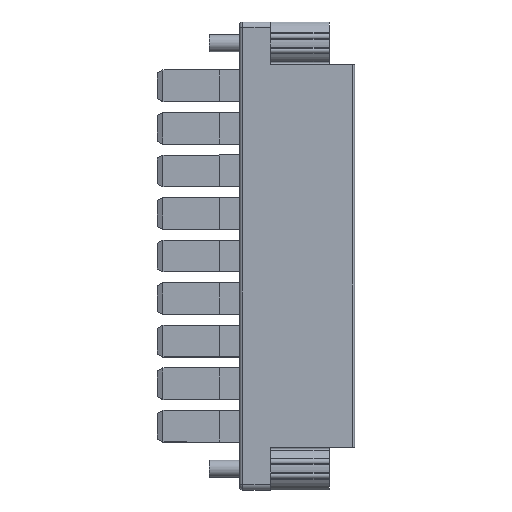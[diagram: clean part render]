
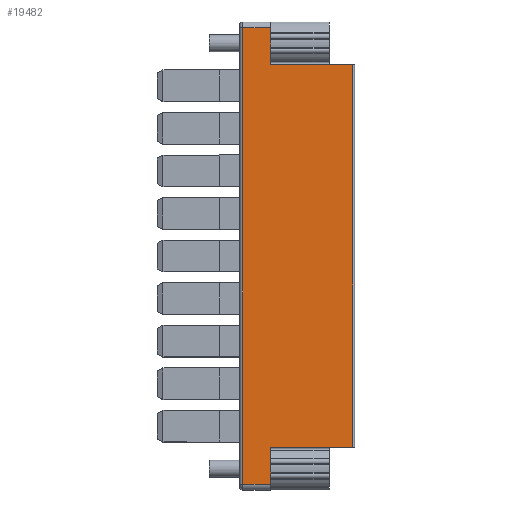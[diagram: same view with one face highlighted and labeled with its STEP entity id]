
A CAD part, top view. The second image highlights one B-rep face of the part: STEP entity #19482.
In plain terms, the highlighted planar face has unit normal (0, 0, 1).
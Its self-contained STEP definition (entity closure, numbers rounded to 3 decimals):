
#13=DIRECTION('',(1.,0.,0.));
#14=VECTOR('',#13,14.75);
#15=CARTESIAN_POINT('',(2.834,0.,9.079));
#16=LINE('',#15,#14);
#2629=DIRECTION('',(-1.,0.,0.));
#2630=VECTOR('',#2629,14.75);
#2631=CARTESIAN_POINT('',(17.584,68.53,9.079));
#2632=LINE('',#2631,#2630);
#2813=DIRECTION('',(0.,1.,0.));
#2814=VECTOR('',#2813,81.77);
#2815=CARTESIAN_POINT('',(-2.166,-6.62,
9.079));
#2816=LINE('',#2815,#2814);
#2817=DIRECTION('',(-1.,0.,0.));
#2818=VECTOR('',#2817,5.);
#2819=CARTESIAN_POINT('',(2.834,75.15,9.079));
#2820=LINE('',#2819,#2818);
#2821=DIRECTION('',(0.,-1.,0.));
#2822=VECTOR('',#2821,6.62);
#2823=CARTESIAN_POINT('',(2.834,75.15,9.079));
#2824=LINE('',#2823,#2822);
#2825=DIRECTION('',(0.,1.,0.));
#2826=VECTOR('',#2825,6.62);
#2827=CARTESIAN_POINT('',(2.834,-6.62,9.079));
#2828=LINE('',#2827,#2826);
#2829=DIRECTION('',(-1.,0.,0.));
#2830=VECTOR('',#2829,5.);
#2831=CARTESIAN_POINT('',(2.834,-6.62,9.079));
#2832=LINE('',#2831,#2830);
#3459=DIRECTION('',(0.,1.,0.));
#3460=VECTOR('',#3459,68.53);
#3461=CARTESIAN_POINT('',(17.584,0.,9.079));
#3462=LINE('',#3461,#3460);
#12643=CARTESIAN_POINT('',(17.584,0.,9.079));
#12644=VERTEX_POINT('',#12643);
#12663=CARTESIAN_POINT('',(17.584,68.53,9.079));
#12664=VERTEX_POINT('',#12663);
#14623=CARTESIAN_POINT('',(2.834,75.15,9.079));
#14624=CARTESIAN_POINT('',(2.834,68.53,9.079));
#14625=VERTEX_POINT('',#14623);
#14626=VERTEX_POINT('',#14624);
#14793=CARTESIAN_POINT('',(2.834,0.,9.079));
#14794=VERTEX_POINT('',#14793);
#14919=CARTESIAN_POINT('',(2.834,-6.62,
9.079));
#14920=VERTEX_POINT('',#14919);
#15789=CARTESIAN_POINT('',(-2.166,-6.62,
9.079));
#15790=VERTEX_POINT('',#15789);
#15793=CARTESIAN_POINT('',(-2.166,75.15,
9.079));
#15794=VERTEX_POINT('',#15793);
#19463=CARTESIAN_POINT('',(-2.166,0.,9.079));
#19464=DIRECTION('',(0.,0.,1.));
#19465=DIRECTION('',(1.,0.,0.));
#19466=AXIS2_PLACEMENT_3D('',#19463,#19464,#19465);
#19467=PLANE('',#19466);
#19469=ORIENTED_EDGE('',*,*,#19468,.T.);
#19470=ORIENTED_EDGE('',*,*,#19458,.F.);
#19471=ORIENTED_EDGE('',*,*,#19109,.T.);
#19472=ORIENTED_EDGE('',*,*,#19175,.F.);
#19474=ORIENTED_EDGE('',*,*,#19473,.F.);
#19475=ORIENTED_EDGE('',*,*,#16075,.F.);
#19477=ORIENTED_EDGE('',*,*,#19476,.F.);
#19479=ORIENTED_EDGE('',*,*,#19478,.T.);
#19480=EDGE_LOOP('',(#19469,#19470,#19471,#19472,#19474,#19475,#19477,#19479));
#19481=FACE_OUTER_BOUND('',#19480,.F.);
#19482=ADVANCED_FACE('',(#19481),#19467,.T.);
#16075=EDGE_CURVE('',#14794,#12644,#16,.T.);
#19109=EDGE_CURVE('',#14625,#14626,#2824,.T.);
#19175=EDGE_CURVE('',#12664,#14626,#2632,.T.);
#19458=EDGE_CURVE('',#14625,#15794,#2820,.T.);
#19468=EDGE_CURVE('',#15790,#15794,#2816,.T.);
#19473=EDGE_CURVE('',#12644,#12664,#3462,.T.);
#19476=EDGE_CURVE('',#14920,#14794,#2828,.T.);
#19478=EDGE_CURVE('',#14920,#15790,#2832,.T.);
